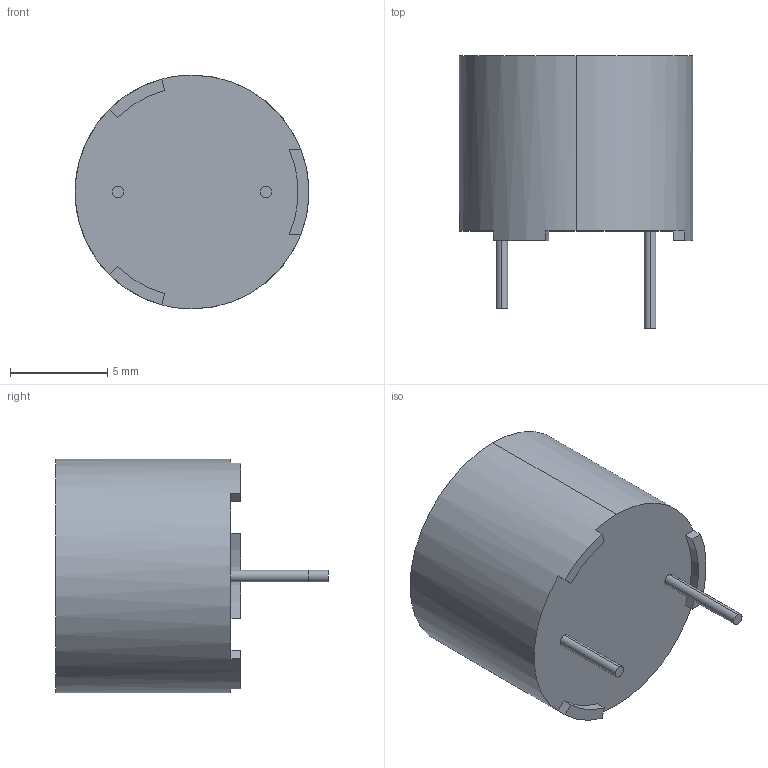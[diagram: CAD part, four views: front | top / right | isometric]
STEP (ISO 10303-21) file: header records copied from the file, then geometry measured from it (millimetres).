
FILE_DESCRIPTION (( 'STEP AP214' ), '1' );
FILE_NAME ('CUI_DEVICES_CEM-1205-IC.step', '2021-06-16T15:36:04', ( '' ), ( '' ), 'SwSTEP 2.0', 'SolidWorks 2021', '' );
FILE_SCHEMA (( 'AUTOMOTIVE_DESIGN' ));
Length unit declared in the file: millimetre
Products named in the file (1): CUI_DEVICES_CEM-1205-IC
Bounding box: 12 x 14 x 12 mm (x, y, z)
Volume: 1011.9 mm3; surface area: 616.7 mm2
Topology: 1 solids, 1 shells, 38 faces, 96 edges, 64 vertices
Faces by surface type: plane 27, cylinder 11
Entity records: 1600 total; most frequent: DIRECTION 202, CARTESIAN_POINT 199, ORIENTED_EDGE 192, EDGE_CURVE 96, LINE 68, VECTOR 68, AXIS2_PLACEMENT_3D 67, VERTEX_POINT 64
